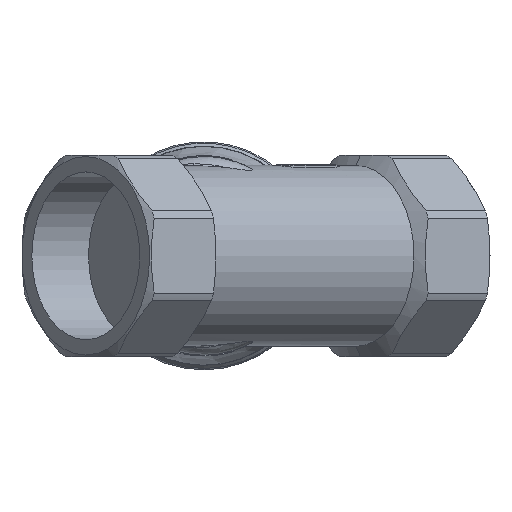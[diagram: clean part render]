
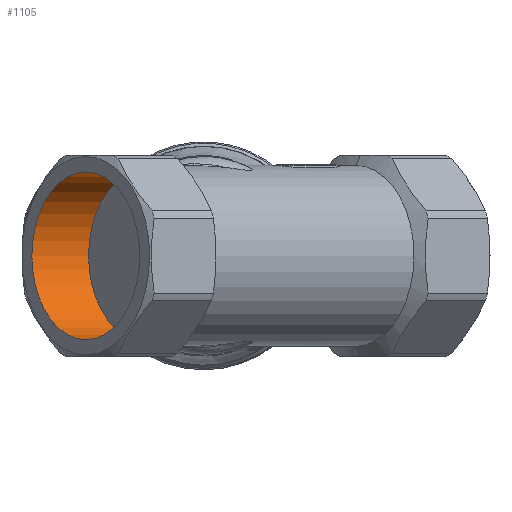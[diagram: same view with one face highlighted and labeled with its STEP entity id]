
A CAD part, front view. The second image highlights one B-rep face of the part: STEP entity #1105.
In plain terms, the highlighted cylindrical face has radius 28.328 mm (diameter 56.656 mm), a partial arc.
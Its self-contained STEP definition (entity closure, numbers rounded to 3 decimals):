
#924 = EDGE_LOOP ( 'NONE', ( #11126, #18568, #8585, #21796 ) ) ;
#1105 = ADVANCED_FACE ( 'NONE', ( #16210 ), #9418, .F. ) ;
#1107 = DIRECTION ( 'NONE',  ( -0.766, -0.643, 0. ) ) ;
#2833 = CARTESIAN_POINT ( 'NONE',  ( -164.968, -221.829, 1.5 ) ) ;
#3232 = DIRECTION ( 'NONE',  ( -0.766, -0.643, 0. ) ) ;
#4093 = CARTESIAN_POINT ( 'NONE',  ( -145.817, -205.759, 1.5 ) ) ;
#4509 = VERTEX_POINT ( 'NONE', #14362 ) ;
#5935 = VERTEX_POINT ( 'NONE', #21637 ) ;
#6198 = CARTESIAN_POINT ( 'NONE',  ( -145.817, -205.759, 29.828 ) ) ;
#7622 = EDGE_CURVE ( 'NONE', #5935, #20204, #12972, .T. ) ;
#8026 = VECTOR ( 'NONE', #17803, 1000. ) ;
#8585 = ORIENTED_EDGE ( 'NONE', *, *, #25129, .T. ) ;
#9199 = LINE ( 'NONE', #6198, #15104 ) ;
#9418 = CYLINDRICAL_SURFACE ( 'NONE', #16964, 28.328 ) ;
#9616 = VERTEX_POINT ( 'NONE', #21747 ) ;
#10896 = CIRCLE ( 'NONE', #17262, 28.328 ) ;
#11126 = ORIENTED_EDGE ( 'NONE', *, *, #20779, .F. ) ;
#11438 = EDGE_CURVE ( 'NONE', #9616, #4509, #10896, .T. ) ;
#12972 = CIRCLE ( 'NONE', #16300, 28.328 ) ;
#14362 = CARTESIAN_POINT ( 'NONE',  ( -145.817, -205.759, -26.828 ) ) ;
#15104 = VECTOR ( 'NONE', #3232, 1000. ) ;
#16210 = FACE_OUTER_BOUND ( 'NONE', #924, .T. ) ;
#16300 = AXIS2_PLACEMENT_3D ( 'NONE', #2833, #29049, #26048 ) ;
#16964 = AXIS2_PLACEMENT_3D ( 'NONE', #23294, #20301, #17307 ) ;
#17262 = AXIS2_PLACEMENT_3D ( 'NONE', #4093, #1107, #27330 ) ;
#17307 = DIRECTION ( 'NONE',  ( 0., 0., 1. ) ) ;
#17803 = DIRECTION ( 'NONE',  ( -0.766, -0.643, 0. ) ) ;
#18568 = ORIENTED_EDGE ( 'NONE', *, *, #11438, .F. ) ;
#20204 = VERTEX_POINT ( 'NONE', #29044 ) ;
#20301 = DIRECTION ( 'NONE',  ( -0.766, -0.643, 0. ) ) ;
#20779 = EDGE_CURVE ( 'NONE', #4509, #20204, #23782, .T. ) ;
#20805 = CARTESIAN_POINT ( 'NONE',  ( -145.817, -205.759, -26.828 ) ) ;
#21637 = CARTESIAN_POINT ( 'NONE',  ( -164.968, -221.829, 29.828 ) ) ;
#21747 = CARTESIAN_POINT ( 'NONE',  ( -145.817, -205.759, 29.828 ) ) ;
#21796 = ORIENTED_EDGE ( 'NONE', *, *, #7622, .T. ) ;
#23294 = CARTESIAN_POINT ( 'NONE',  ( -145.817, -205.759, 1.5 ) ) ;
#23782 = LINE ( 'NONE', #20805, #8026 ) ;
#25129 = EDGE_CURVE ( 'NONE', #9616, #5935, #9199, .T. ) ;
#26048 = DIRECTION ( 'NONE',  ( 0., 0., 1. ) ) ;
#27330 = DIRECTION ( 'NONE',  ( 0., 0., 1. ) ) ;
#29044 = CARTESIAN_POINT ( 'NONE',  ( -164.968, -221.829, -26.828 ) ) ;
#29049 = DIRECTION ( 'NONE',  ( -0.766, -0.643, 0. ) ) ;
